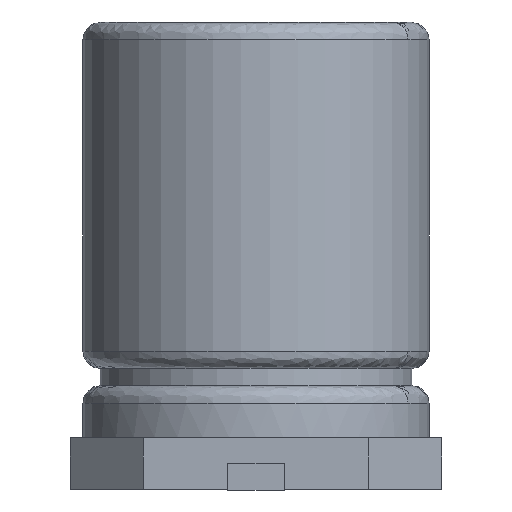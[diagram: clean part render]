
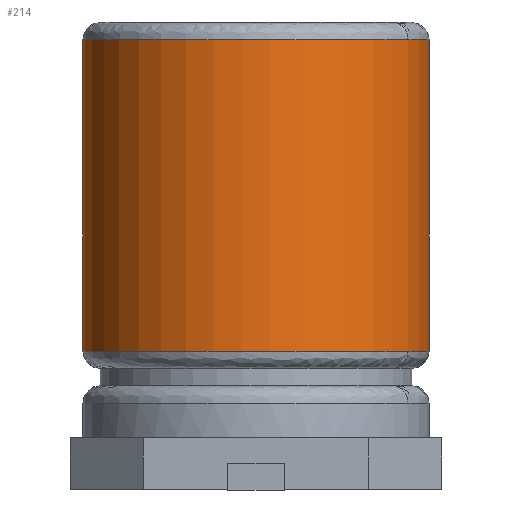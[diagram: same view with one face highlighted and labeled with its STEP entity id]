
A CAD part, front view. The second image highlights one B-rep face of the part: STEP entity #214.
In plain terms, the highlighted cylindrical face has radius 2 mm (diameter 4 mm), a partial arc.
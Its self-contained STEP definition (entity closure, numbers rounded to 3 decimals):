
#94 = VERTEX_POINT ( 'NONE', #562 ) ;
#99 = ORIENTED_EDGE ( 'NONE', *, *, #277, .T. ) ;
#100 = ORIENTED_EDGE ( 'NONE', *, *, #106, .T. ) ;
#102 = VERTEX_POINT ( 'NONE', #556 ) ;
#106 = EDGE_CURVE ( 'NONE', #94, #365, #603, .T. ) ;
#107 = ORIENTED_EDGE ( 'NONE', *, *, #364, .T. ) ;
#213 = EDGE_CURVE ( 'NONE', #102, #506, #900, .T. ) ;
#214 = ADVANCED_FACE ( 'NONE', ( #894 ), #893, .T. ) ;
#215 = EDGE_LOOP ( 'NONE', ( #216, #217, #230, #99, #100, #107 ) ) ;
#216 = ORIENTED_EDGE ( 'NONE', *, *, #231, .F. ) ;
#217 = ORIENTED_EDGE ( 'NONE', *, *, #311, .F. ) ;
#230 = ORIENTED_EDGE ( 'NONE', *, *, #213, .F. ) ;
#231 = EDGE_CURVE ( 'NONE', #312, #366, #954, .T. ) ;
#277 = EDGE_CURVE ( 'NONE', #102, #94, #1028, .T. ) ;
#311 = EDGE_CURVE ( 'NONE', #506, #312, #1144, .T. ) ;
#312 = VERTEX_POINT ( 'NONE', #1140 ) ;
#364 = EDGE_CURVE ( 'NONE', #365, #366, #1242, .T. ) ;
#365 = VERTEX_POINT ( 'NONE', #1155 ) ;
#366 = VERTEX_POINT ( 'NONE', #1154 ) ;
#506 = VERTEX_POINT ( 'NONE', #1373 ) ;
#556 = CARTESIAN_POINT ( 'NONE',  ( -2., 0., 5.2 ) ) ;
#562 = CARTESIAN_POINT ( 'NONE',  ( -2., 0., 1.6 ) ) ;
#599 = DIRECTION ( 'NONE',  ( -0.878, 0.479, 0. ) ) ;
#600 = DIRECTION ( 'NONE',  ( 0., 0., 1. ) ) ;
#601 = CARTESIAN_POINT ( 'NONE',  ( 0., 0., 1.6 ) ) ;
#602 = AXIS2_PLACEMENT_3D ( 'NONE', #601, #600, #599 ) ;
#603 = CIRCLE ( 'NONE', #602, 2. ) ;
#892 = AXIS2_PLACEMENT_3D ( 'NONE', #920, #919, #918 ) ;
#893 = CYLINDRICAL_SURFACE ( 'NONE', #892, 2. ) ;
#894 = FACE_OUTER_BOUND ( 'NONE', #215, .T. ) ;
#895 = DIRECTION ( 'NONE',  ( -0.878, 0.479, 0. ) ) ;
#896 = DIRECTION ( 'NONE',  ( 0., 0., 1. ) ) ;
#897 = CARTESIAN_POINT ( 'NONE',  ( 0., 0., 5.2 ) ) ;
#898 = AXIS2_PLACEMENT_3D ( 'NONE', #897, #896, #895 ) ;
#900 = CIRCLE ( 'NONE', #898, 2. ) ;
#918 = DIRECTION ( 'NONE',  ( -1., 0., 0. ) ) ;
#919 = DIRECTION ( 'NONE',  ( 0., 0., -1. ) ) ;
#920 = CARTESIAN_POINT ( 'NONE',  ( 0., 0., 5.2 ) ) ;
#954 = LINE ( 'NONE', #1077, #1076 ) ;
#1025 = DIRECTION ( 'NONE',  ( 0., 0., -1. ) ) ;
#1026 = VECTOR ( 'NONE', #1025, 1000. ) ;
#1027 = CARTESIAN_POINT ( 'NONE',  ( -2., 0., 5.2 ) ) ;
#1028 = LINE ( 'NONE', #1027, #1026 ) ;
#1075 = DIRECTION ( 'NONE',  ( 0., 0., -1. ) ) ;
#1076 = VECTOR ( 'NONE', #1075, 1000. ) ;
#1077 = CARTESIAN_POINT ( 'NONE',  ( 2., 0., 5.2 ) ) ;
#1140 = CARTESIAN_POINT ( 'NONE',  ( 2., 0., 5.2 ) ) ;
#1141 = DIRECTION ( 'NONE',  ( -0.878, 0.479, 0. ) ) ;
#1142 = DIRECTION ( 'NONE',  ( 0., 0., 1. ) ) ;
#1143 = AXIS2_PLACEMENT_3D ( 'NONE', #1260, #1142, #1141 ) ;
#1144 = CIRCLE ( 'NONE', #1143, 2. ) ;
#1154 = CARTESIAN_POINT ( 'NONE',  ( 2., 0., 1.6 ) ) ;
#1155 = CARTESIAN_POINT ( 'NONE',  ( 1.755, -0.959, 1.6 ) ) ;
#1171 = CARTESIAN_POINT ( 'NONE',  ( 0., 0., 1.6 ) ) ;
#1239 = DIRECTION ( 'NONE',  ( -0.878, 0.479, 0. ) ) ;
#1240 = DIRECTION ( 'NONE',  ( 0., 0., 1. ) ) ;
#1241 = AXIS2_PLACEMENT_3D ( 'NONE', #1171, #1240, #1239 ) ;
#1242 = CIRCLE ( 'NONE', #1241, 2. ) ;
#1260 = CARTESIAN_POINT ( 'NONE',  ( 0., 0., 5.2 ) ) ;
#1373 = CARTESIAN_POINT ( 'NONE',  ( 1.755, -0.959, 5.2 ) ) ;
